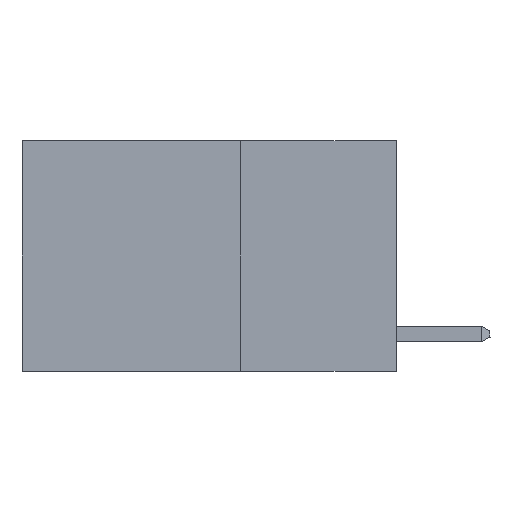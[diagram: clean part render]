
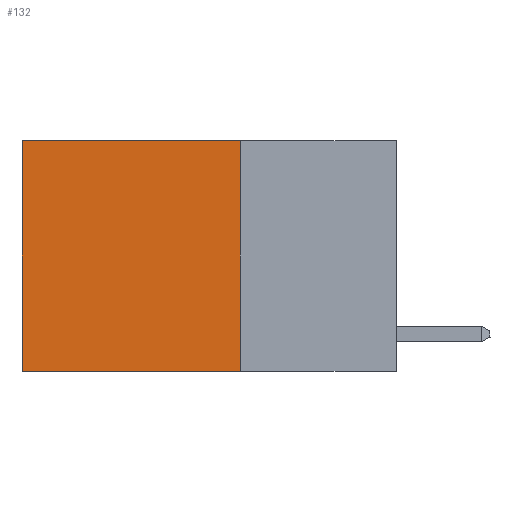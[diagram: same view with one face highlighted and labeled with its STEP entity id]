
A CAD part, left-side view. The second image highlights one B-rep face of the part: STEP entity #132.
In plain terms, the highlighted planar face has unit normal (-1, 0, 0).
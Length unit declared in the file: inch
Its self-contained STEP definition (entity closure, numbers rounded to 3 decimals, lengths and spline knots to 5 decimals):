
#132 = ADVANCED_FACE ( 'NONE', ( #1954 ), #12866, .F. ) ;
#250 = DIRECTION ( 'NONE',  ( 0., 1., 0. ) ) ;
#619 = VERTEX_POINT ( 'NONE', #16959 ) ;
#1101 = ORIENTED_EDGE ( 'NONE', *, *, #14422, .T. ) ;
#1218 = VECTOR ( 'NONE', #21170, 39.37008 ) ;
#1567 = CARTESIAN_POINT ( 'NONE',  ( 0.2625, 0.25, 0. ) ) ;
#1754 = ORIENTED_EDGE ( 'NONE', *, *, #8628, .F. ) ;
#1954 = FACE_OUTER_BOUND ( 'NONE', #14551, .T. ) ;
#2360 = VERTEX_POINT ( 'NONE', #14532 ) ;
#3103 = LINE ( 'NONE', #16745, #11696 ) ;
#4768 = DIRECTION ( 'NONE',  ( 0., 0., -1. ) ) ;
#4872 = EDGE_CURVE ( 'NONE', #8072, #619, #20760, .T. ) ;
#5899 = LINE ( 'NONE', #14356, #1218 ) ;
#7376 = VECTOR ( 'NONE', #21994, 39.37008 ) ;
#8072 = VERTEX_POINT ( 'NONE', #21490 ) ;
#8628 = EDGE_CURVE ( 'NONE', #2360, #8072, #5899, .T. ) ;
#10510 = CARTESIAN_POINT ( 'NONE',  ( 0.2625, 0.6, 0. ) ) ;
#11330 = LINE ( 'NONE', #1567, #7376 ) ;
#11696 = VECTOR ( 'NONE', #4768, 39.37008 ) ;
#12381 = VERTEX_POINT ( 'NONE', #10510 ) ;
#12866 = PLANE ( 'NONE',  #21110 ) ;
#14052 = CARTESIAN_POINT ( 'NONE',  ( 0.2625, 0.25, -0.37 ) ) ;
#14356 = CARTESIAN_POINT ( 'NONE',  ( 0.2625, 0.25, 0. ) ) ;
#14422 = EDGE_CURVE ( 'NONE', #12381, #619, #3103, .T. ) ;
#14532 = CARTESIAN_POINT ( 'NONE',  ( 0.2625, 0.25, 0. ) ) ;
#14551 = EDGE_LOOP ( 'NONE', ( #1101, #17517, #1754, #18648 ) ) ;
#15233 = VECTOR ( 'NONE', #250, 39.37008 ) ;
#16275 = EDGE_CURVE ( 'NONE', #2360, #12381, #11330, .T. ) ;
#16745 = CARTESIAN_POINT ( 'NONE',  ( 0.2625, 0.6, 0. ) ) ;
#16959 = CARTESIAN_POINT ( 'NONE',  ( 0.2625, 0.6, -0.37 ) ) ;
#17517 = ORIENTED_EDGE ( 'NONE', *, *, #4872, .F. ) ;
#18648 = ORIENTED_EDGE ( 'NONE', *, *, #16275, .T. ) ;
#19006 = DIRECTION ( 'NONE',  ( 1., 0., 0. ) ) ;
#19697 = CARTESIAN_POINT ( 'NONE',  ( 0.2625, 0.25, 0. ) ) ;
#20760 = LINE ( 'NONE', #14052, #15233 ) ;
#21110 = AXIS2_PLACEMENT_3D ( 'NONE', #19697, #19006, #21577 ) ;
#21170 = DIRECTION ( 'NONE',  ( 0., 0., -1. ) ) ;
#21490 = CARTESIAN_POINT ( 'NONE',  ( 0.2625, 0.25, -0.37 ) ) ;
#21577 = DIRECTION ( 'NONE',  ( 0., 0., -1. ) ) ;
#21994 = DIRECTION ( 'NONE',  ( 0., 1., 0. ) ) ;
